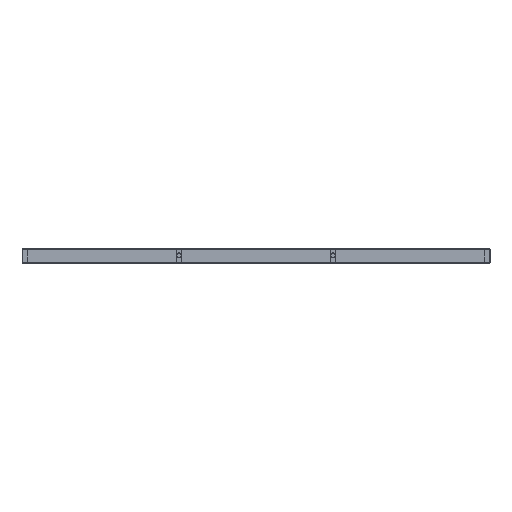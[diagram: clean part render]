
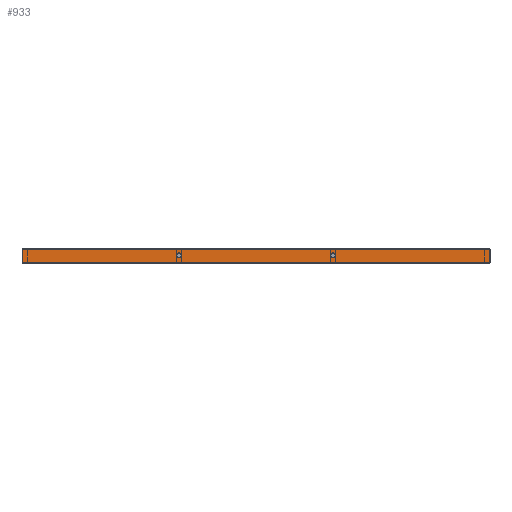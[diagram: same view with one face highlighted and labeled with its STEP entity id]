
A CAD part, top view. The second image highlights one B-rep face of the part: STEP entity #933.
In plain terms, the highlighted face is planar.
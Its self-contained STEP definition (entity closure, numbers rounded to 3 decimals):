
#71=FACE_BOUND('',#372,.T.);
#72=FACE_BOUND('',#373,.T.);
#79=PLANE('',#1101);
#114=LINE('',#1535,#192);
#116=LINE('',#1552,#194);
#118=LINE('',#1555,#196);
#122=LINE('',#1561,#200);
#192=VECTOR('',#1228,10.);
#194=VECTOR('',#1248,10.);
#196=VECTOR('',#1252,10.);
#200=VECTOR('',#1260,10.);
#308=FACE_OUTER_BOUND('',#371,.T.);
#371=EDGE_LOOP('',(#736,#737,#738,#739));
#372=EDGE_LOOP('',(#740));
#373=EDGE_LOOP('',(#741));
#444=CIRCLE('',#1102,1.5);
#445=CIRCLE('',#1103,1.5);
#473=VERTEX_POINT('',#1513);
#481=VERTEX_POINT('',#1530);
#484=VERTEX_POINT('',#1540);
#487=VERTEX_POINT('',#1547);
#488=VERTEX_POINT('',#1585);
#489=VERTEX_POINT('',#1587);
#557=EDGE_CURVE('',#473,#481,#114,.T.);
#565=EDGE_CURVE('',#481,#487,#116,.T.);
#567=EDGE_CURVE('',#487,#484,#118,.T.);
#571=EDGE_CURVE('',#484,#473,#122,.T.);
#586=EDGE_CURVE('',#488,#488,#444,.T.);
#587=EDGE_CURVE('',#489,#489,#445,.T.);
#736=ORIENTED_EDGE('',*,*,#557,.F.);
#737=ORIENTED_EDGE('',*,*,#571,.F.);
#738=ORIENTED_EDGE('',*,*,#567,.F.);
#739=ORIENTED_EDGE('',*,*,#565,.F.);
#740=ORIENTED_EDGE('',*,*,#586,.T.);
#741=ORIENTED_EDGE('',*,*,#587,.T.);
#933=ADVANCED_FACE('',(#308,#71,#72),#79,.F.);
#1101=AXIS2_PLACEMENT_3D('',#1584,#1291,#1292);
#1102=AXIS2_PLACEMENT_3D('',#1586,#1293,#1294);
#1103=AXIS2_PLACEMENT_3D('',#1588,#1295,#1296);
#1228=DIRECTION('',(1.,0.,0.));
#1248=DIRECTION('',(0.,1.,0.));
#1252=DIRECTION('',(-1.,0.,0.));
#1260=DIRECTION('',(0.,-1.,0.));
#1291=DIRECTION('center_axis',(0.,0.,1.));
#1292=DIRECTION('ref_axis',(1.,0.,0.));
#1293=DIRECTION('center_axis',(0.,0.,1.));
#1294=DIRECTION('ref_axis',(-1.,0.,0.));
#1295=DIRECTION('center_axis',(0.,0.,1.));
#1296=DIRECTION('ref_axis',(-1.,0.,0.));
#1513=CARTESIAN_POINT('',(-499.25,-14.25,0.));
#1530=CARTESIAN_POINT('',(499.25,-14.25,0.));
#1535=CARTESIAN_POINT('',(-250.,-14.25,0.));
#1540=CARTESIAN_POINT('',(-499.25,14.25,0.));
#1547=CARTESIAN_POINT('',(499.25,14.25,0.));
#1552=CARTESIAN_POINT('',(499.25,-7.5,0.));
#1555=CARTESIAN_POINT('',(250.,14.25,0.));
#1561=CARTESIAN_POINT('',(-499.25,7.5,0.));
#1584=CARTESIAN_POINT('Origin',(0.,0.,
0.));
#1585=CARTESIAN_POINT('',(-163.167,0.,0.));
#1586=CARTESIAN_POINT('Origin',(-164.667,0.,0.));
#1587=CARTESIAN_POINT('',(166.167,0.,0.));
#1588=CARTESIAN_POINT('Origin',(164.667,0.,0.));
